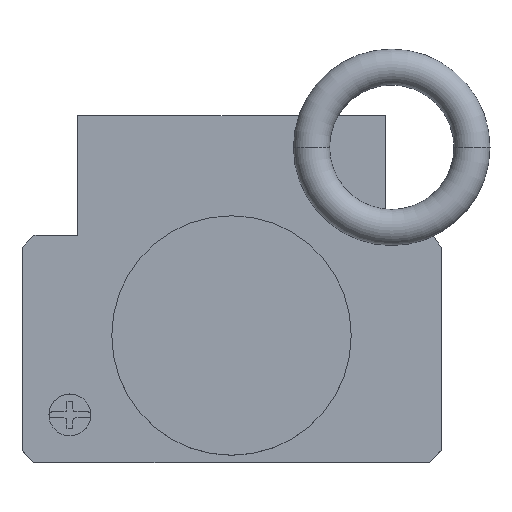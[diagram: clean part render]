
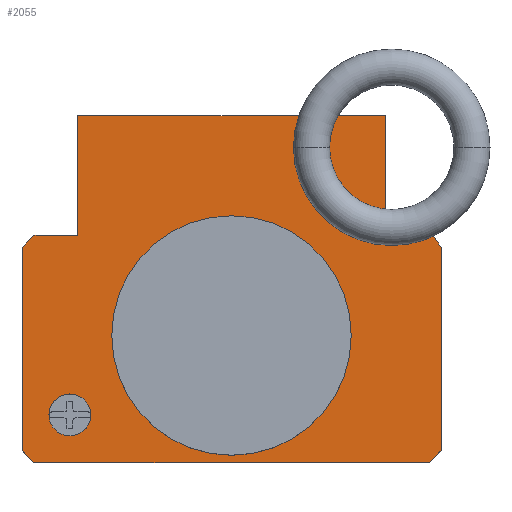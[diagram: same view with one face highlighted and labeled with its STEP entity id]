
A CAD part, top view. The second image highlights one B-rep face of the part: STEP entity #2055.
In plain terms, the highlighted planar face has unit normal (0, 0, 1).
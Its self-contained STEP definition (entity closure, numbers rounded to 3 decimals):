
#246=CARTESIAN_POINT('',(2.846,-8.075,7.));
#247=VERTEX_POINT('',#246);
#256=CARTESIAN_POINT('',(2.264,-9.618,7.));
#257=VERTEX_POINT('',#256);
#258=CARTESIAN_POINT('',(4.,-9.391,7.));
#259=DIRECTION('',(0.0,0.0,-1.0));
#260=DIRECTION('',(-0.659,0.752,0.0));
#261=AXIS2_PLACEMENT_3D('',#258,#259,#260);
#262=CIRCLE('',#261,1.75);
#263=EDGE_CURVE('',#257,#247,#262,.T.);
#265=CARTESIAN_POINT('',(5.154,-10.707,7.));
#266=VERTEX_POINT('',#265);
#267=CARTESIAN_POINT('',(4.,-9.391,7.));
#268=DIRECTION('',(0.0,0.0,-1.0));
#269=DIRECTION('',(-0.659,0.752,0.0));
#270=AXIS2_PLACEMENT_3D('',#267,#268,#269);
#271=CIRCLE('',#270,1.75);
#272=EDGE_CURVE('',#266,#257,#271,.T.);
#1351=CARTESIAN_POINT('',(4.,-9.391,7.));
#1352=DIRECTION('',(0.0,0.0,-1.0));
#1353=DIRECTION('',(-0.659,0.752,0.0));
#1354=AXIS2_PLACEMENT_3D('',#1351,#1352,#1353);
#1355=CIRCLE('',#1354,1.75);
#1356=EDGE_CURVE('',#247,#266,#1355,.T.);
#1401=CARTESIAN_POINT('',(35.0,-12.391,7.));
#1402=VERTEX_POINT('',#1401);
#1409=CARTESIAN_POINT('',(34.,-13.39,7.));
#1410=VERTEX_POINT('',#1409);
#1411=CARTESIAN_POINT('',(35.,-12.391,7.));
#1412=DIRECTION('',(-0.708,-0.707,0.0));
#1413=VECTOR('',#1412,1.414);
#1414=LINE('',#1411,#1413);
#1415=EDGE_CURVE('',#1402,#1410,#1414,.T.);
#1479=CARTESIAN_POINT('',(1.,-13.39,7.));
#1480=VERTEX_POINT('',#1479);
#1481=CARTESIAN_POINT('',(34.,-13.39,7.));
#1482=DIRECTION('',(-1.0,0.0,0.0));
#1483=VECTOR('',#1482,33.);
#1484=LINE('',#1481,#1483);
#1485=EDGE_CURVE('',#1410,#1480,#1484,.T.);
#1504=CARTESIAN_POINT('',(0.,-12.391,7.));
#1505=VERTEX_POINT('',#1504);
#1506=CARTESIAN_POINT('',(1.,-13.39,7.));
#1507=DIRECTION('',(-0.707,0.707,0.0));
#1508=VECTOR('',#1507,1.413);
#1509=LINE('',#1506,#1508);
#1510=EDGE_CURVE('',#1480,#1505,#1509,.T.);
#1527=CARTESIAN_POINT('',(0.0,4.61,7.));
#1528=VERTEX_POINT('',#1527);
#1529=CARTESIAN_POINT('',(0.,-12.391,7.));
#1530=DIRECTION('',(0.0,1.0,0.0));
#1531=VECTOR('',#1530,17.001);
#1532=LINE('',#1529,#1531);
#1533=EDGE_CURVE('',#1505,#1528,#1532,.T.);
#1584=CARTESIAN_POINT('',(30.35,15.61,7.));
#1585=VERTEX_POINT('',#1584);
#1592=CARTESIAN_POINT('',(30.35,5.609,7.));
#1593=VERTEX_POINT('',#1592);
#1594=CARTESIAN_POINT('',(30.35,5.609,7.));
#1595=DIRECTION('',(0.0,1.0,0.0));
#1596=VECTOR('',#1595,10.);
#1597=LINE('',#1594,#1596);
#1598=EDGE_CURVE('',#1593,#1585,#1597,.T.);
#1671=CARTESIAN_POINT('',(34.333,5.609,7.));
#1672=VERTEX_POINT('',#1671);
#1673=CARTESIAN_POINT('',(34.333,5.609,7.));
#1674=DIRECTION('',(-1.0,0.0,0.0));
#1675=VECTOR('',#1674,3.983);
#1676=LINE('',#1673,#1675);
#1677=EDGE_CURVE('',#1672,#1593,#1676,.T.);
#1702=CARTESIAN_POINT('',(35.0,4.61,7.));
#1703=VERTEX_POINT('',#1702);
#1704=CARTESIAN_POINT('',(35.0,4.61,7.));
#1705=DIRECTION('',(-0.555,0.832,0.0));
#1706=VECTOR('',#1705,1.201);
#1707=LINE('',#1704,#1706);
#1708=EDGE_CURVE('',#1703,#1672,#1707,.T.);
#1931=CARTESIAN_POINT('',(1.,5.609,7.));
#1932=VERTEX_POINT('',#1931);
#1939=CARTESIAN_POINT('',(4.65,5.609,7.));
#1940=VERTEX_POINT('',#1939);
#1941=CARTESIAN_POINT('',(4.65,5.609,7.));
#1942=DIRECTION('',(-1.0,0.0,0.0));
#1943=VECTOR('',#1942,3.65);
#1944=LINE('',#1941,#1943);
#1945=EDGE_CURVE('',#1940,#1932,#1944,.T.);
#1968=CARTESIAN_POINT('',(1.,5.609,7.));
#1969=DIRECTION('',(-0.707,-0.707,0.0));
#1970=VECTOR('',#1969,1.413);
#1971=LINE('',#1968,#1970);
#1972=EDGE_CURVE('',#1932,#1528,#1971,.T.);
#1991=CARTESIAN_POINT('',(4.65,15.61,7.));
#1992=VERTEX_POINT('',#1991);
#1993=CARTESIAN_POINT('',(4.65,15.61,7.));
#1994=DIRECTION('',(0.0,-1.0,0.0));
#1995=VECTOR('',#1994,10.);
#1996=LINE('',#1993,#1995);
#1997=EDGE_CURVE('',#1992,#1940,#1996,.T.);
#2017=CARTESIAN_POINT('',(30.35,15.61,7.));
#2018=DIRECTION('',(-1.0,0.0,0.0));
#2019=VECTOR('',#2018,25.7);
#2020=LINE('',#2017,#2019);
#2021=EDGE_CURVE('',#1585,#1992,#2020,.T.);
#2026=CARTESIAN_POINT('',(35.0,15.61,7.));
#2027=DIRECTION('',(0.0,0.0,1.0));
#2028=DIRECTION('',(1.0,0.0,0.0));
#2029=AXIS2_PLACEMENT_3D('',#2026,#2027,#2028);
#2030=PLANE('',#2029);
#2031=ORIENTED_EDGE('',*,*,#1598,.T.);
#2032=ORIENTED_EDGE('',*,*,#2021,.T.);
#2033=ORIENTED_EDGE('',*,*,#1997,.T.);
#2034=ORIENTED_EDGE('',*,*,#1945,.T.);
#2035=ORIENTED_EDGE('',*,*,#1972,.T.);
#2036=ORIENTED_EDGE('',*,*,#1533,.F.);
#2037=ORIENTED_EDGE('',*,*,#1510,.F.);
#2038=ORIENTED_EDGE('',*,*,#1485,.F.);
#2039=ORIENTED_EDGE('',*,*,#1415,.F.);
#2040=CARTESIAN_POINT('',(35.0,4.61,7.));
#2041=DIRECTION('',(0.0,-1.0,0.0));
#2042=VECTOR('',#2041,17.001);
#2043=LINE('',#2040,#2042);
#2044=EDGE_CURVE('',#1703,#1402,#2043,.T.);
#2045=ORIENTED_EDGE('',*,*,#2044,.F.);
#2046=ORIENTED_EDGE('',*,*,#1708,.T.);
#2047=ORIENTED_EDGE('',*,*,#1677,.T.);
#2048=EDGE_LOOP('',(#2031,#2032,#2033,#2034,#2035,#2036,#2037,#2038,#2039,#2045,#2046,#2047));
#2049=FACE_OUTER_BOUND('',#2048,.T.);
#2050=ORIENTED_EDGE('',*,*,#263,.T.);
#2051=ORIENTED_EDGE('',*,*,#1356,.T.);
#2052=ORIENTED_EDGE('',*,*,#272,.T.);
#2053=EDGE_LOOP('',(#2050,#2051,#2052));
#2054=FACE_BOUND('',#2053,.T.);
#2055=ADVANCED_FACE('',(#2049,#2054),#2030,.T.);
